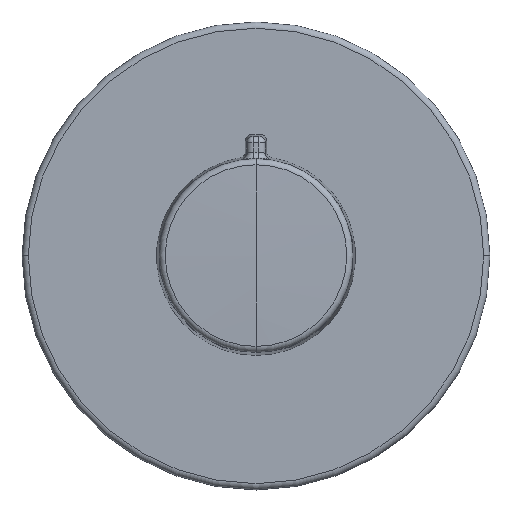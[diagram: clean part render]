
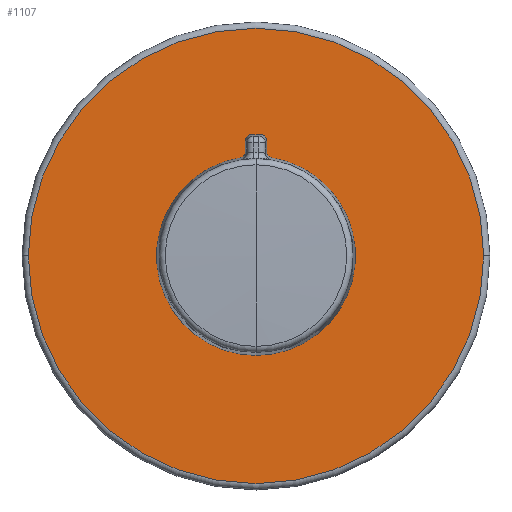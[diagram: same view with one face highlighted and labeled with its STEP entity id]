
A CAD part, top view. The second image highlights one B-rep face of the part: STEP entity #1107.
In plain terms, the highlighted planar face has unit normal (0, 0, 1).
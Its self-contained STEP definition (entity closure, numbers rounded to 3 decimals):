
#4 = VERTEX_POINT ( 'NONE', #1045 ) ;
#216 = EDGE_CURVE ( 'NONE', #851, #4, #756, .T. ) ;
#309 = EDGE_CURVE ( 'NONE', #4, #851, #426, .T. ) ;
#325 = CARTESIAN_POINT ( 'NONE',  ( 0., 0., 5. ) ) ;
#351 = AXIS2_PLACEMENT_3D ( 'NONE', #325, #1241, #789 ) ;
#426 = CIRCLE ( 'NONE', #351, 29.2 ) ;
#471 = AXIS2_PLACEMENT_3D ( 'NONE', #1098, #518, #1357 ) ;
#518 = DIRECTION ( 'NONE',  ( 0., 0., -1. ) ) ;
#635 = FACE_OUTER_BOUND ( 'NONE', #1543, .T. ) ;
#756 = CIRCLE ( 'NONE', #1296, 29.2 ) ;
#784 = PLANE ( 'NONE',  #471 ) ;
#785 = ORIENTED_EDGE ( 'NONE', *, *, #309, .T. ) ;
#789 = DIRECTION ( 'NONE',  ( -1., 0., 0. ) ) ;
#851 = VERTEX_POINT ( 'NONE', #1534 ) ;
#1045 = CARTESIAN_POINT ( 'NONE',  ( 29.2, 0., 5. ) ) ;
#1098 = CARTESIAN_POINT ( 'NONE',  ( 0., 45., 5. ) ) ;
#1107 = ADVANCED_FACE ( 'NONE', ( #635 ), #784, .F. ) ;
#1233 = CARTESIAN_POINT ( 'NONE',  ( 0., 0., 5. ) ) ;
#1241 = DIRECTION ( 'NONE',  ( 0., 0., 1. ) ) ;
#1296 = AXIS2_PLACEMENT_3D ( 'NONE', #1233, #1517, #1501 ) ;
#1357 = DIRECTION ( 'NONE',  ( -1., 0., 0. ) ) ;
#1396 = ORIENTED_EDGE ( 'NONE', *, *, #216, .T. ) ;
#1501 = DIRECTION ( 'NONE',  ( -1., 0., 0. ) ) ;
#1517 = DIRECTION ( 'NONE',  ( 0., 0., 1. ) ) ;
#1534 = CARTESIAN_POINT ( 'NONE',  ( -29.2, 0., 5. ) ) ;
#1543 = EDGE_LOOP ( 'NONE', ( #1396, #785 ) ) ;
